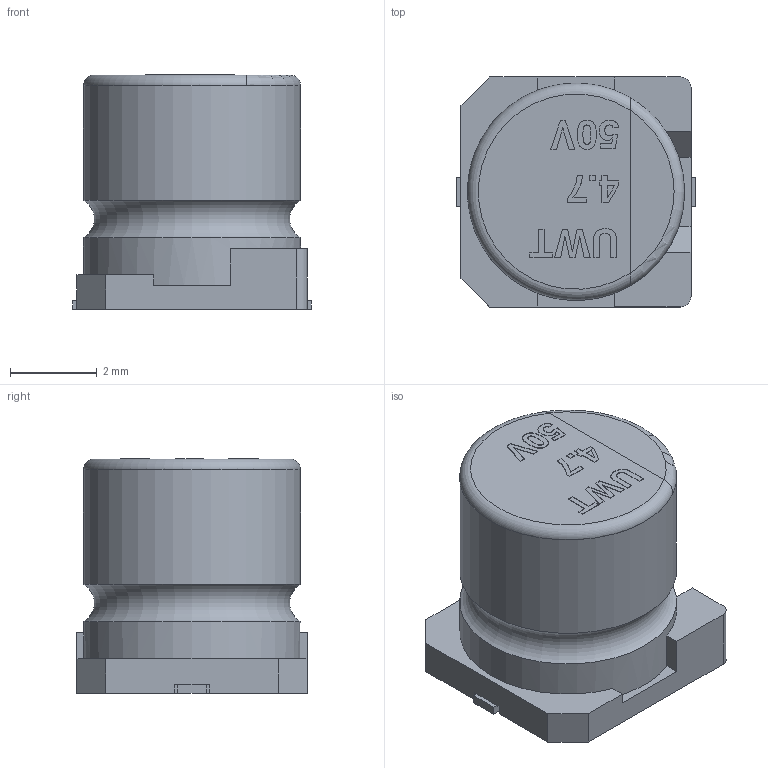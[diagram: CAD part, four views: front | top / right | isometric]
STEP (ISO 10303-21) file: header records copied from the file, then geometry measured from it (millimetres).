
FILE_DESCRIPTION(('FreeCAD Model'),'2;1');
FILE_NAME('Nichicon_UWT1H4R7MCL1GB.step','2019-07-20T23:29:31',('Author'),(''), 'Open CASCADE STEP processor 7.3','FreeCAD','Unknown');
FILE_SCHEMA(('AUTOMOTIVE_DESIGN { 1 0 10303 214 1 1 1 1 }'));
Length unit declared in the file: millimetre
Products named in the file (1): UWT1H4R7MCL1GB
Bounding box: 5.5 x 5.3 x 5.41 mm (x, y, z)
Volume: 111.6 mm3; surface area: 150 mm2
Topology: 1 solids, 1 shells, 181 faces, 490 edges, 322 vertices
Faces by surface type: plane 120, extrusion 53, cylinder 5, torus 3
Full cylindrical faces by diameter (mm): 5 x2
Entity records: 6996 total; most frequent: CARTESIAN_POINT 1356, ORIENTED_EDGE 980, DIRECTION 713, EDGE_CURVE 490, VECTOR 411, LINE 358, VERTEX_POINT 322, FACE_BOUND 192
